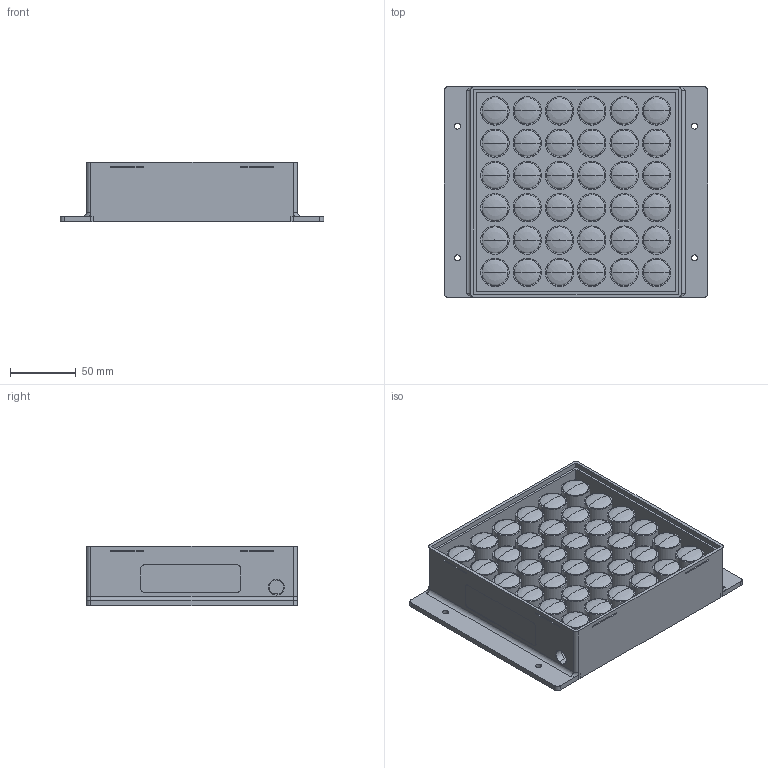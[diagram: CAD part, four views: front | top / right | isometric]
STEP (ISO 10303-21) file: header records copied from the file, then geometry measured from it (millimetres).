
FILE_DESCRIPTION(('FreeCAD Model'),'2;1');
FILE_NAME('В108.STEP','2021-03-12T15:52:46',( 'Author'),(''),'Open CASCADE STEP processor 7.3','FreeCAD','Unknown' );
FILE_SCHEMA(('AUTOMOTIVE_DESIGN { 1 0 10303 214 1 1 1 1 }'));
Products named in the file (1): 108
Bounding box: 199.8 x 160 x 45 mm (x, y, z)
Volume: 332209.6 mm3; surface area: 253233.8 mm2
Topology: 38 solids, 38 shells, 740 faces, 7585 edges, 31322 vertices
Faces by surface type: plane 359, cylinder 265, bspline 72, cone 40, torus 4
Entity records: 134910 total; most frequent: CARTESIAN_POINT 68054, DIRECTION 13211, GEOMETRIC_CURVE_SET 6069, TRIMMED_CURVE 6068, LINE 5889, VECTOR 5889, AXIS2_PLACEMENT_3D 3429, CIRCLE 3224
